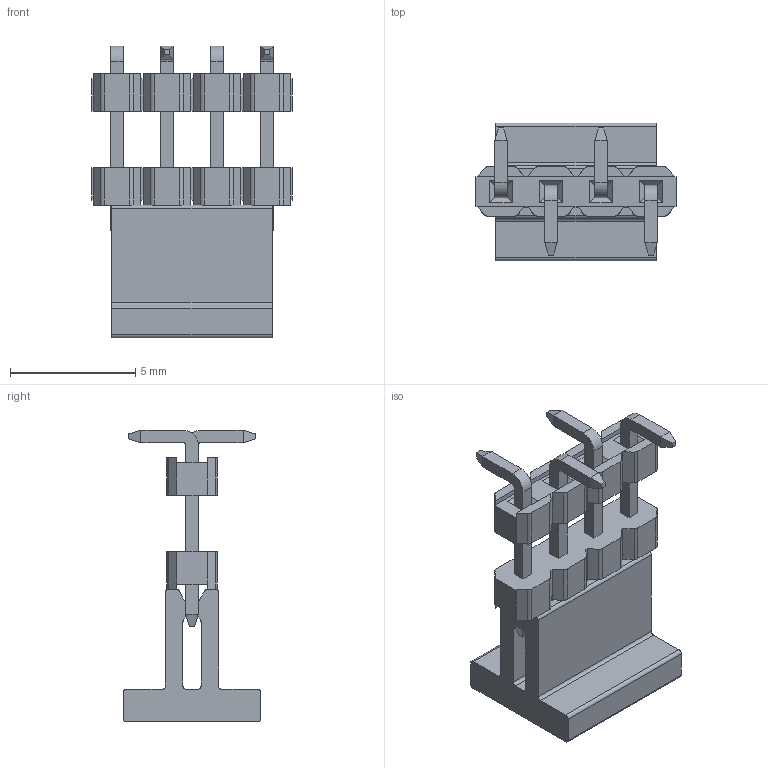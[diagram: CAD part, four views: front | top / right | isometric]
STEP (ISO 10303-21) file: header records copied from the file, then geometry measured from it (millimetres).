
FILE_DESCRIPTION(/* description */ (''),/* implementation_level */ '2;1');
FILE_NAME(/* name */ '7352-04-12-02-6,35-xx-00-xx.stp',/* time_stamp */ '2025-08-18T11:17:40+02:00',/* author */ ('Andreas.Larin'),/* organization */ (''),/* preprocessor_version */ 'ST-DEVELOPER v20',/* originating_system */ 'Autodesk Inventor 2025',/* authorisation */ '');
FILE_SCHEMA (('AUTOMOTIVE_DESIGN { 1 0 10303 214 3 1 1 }'));
Length unit declared in the file: millimetre
Products named in the file (1): 7352-04-12-02-6,35-xx-00-xx
Bounding box: 8 x 5.5 x 11.65 mm (x, y, z)
Volume: 128.5 mm3; surface area: 388.2 mm2
Topology: 1 solids, 1 shells, 312 faces, 858 edges, 540 vertices
Faces by surface type: plane 256, cylinder 56
Entity records: 9813 total; most frequent: ORIENTED_EDGE 1716, CARTESIAN_POINT 1711, DIRECTION 1624, EDGE_CURVE 858, LINE 718, VECTOR 718, VERTEX_POINT 540, AXIS2_PLACEMENT_3D 453
